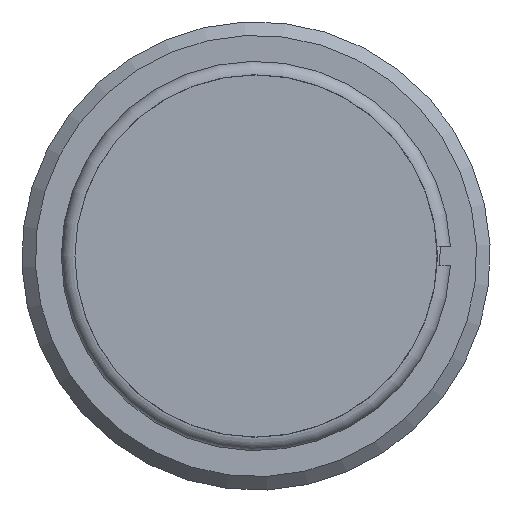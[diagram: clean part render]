
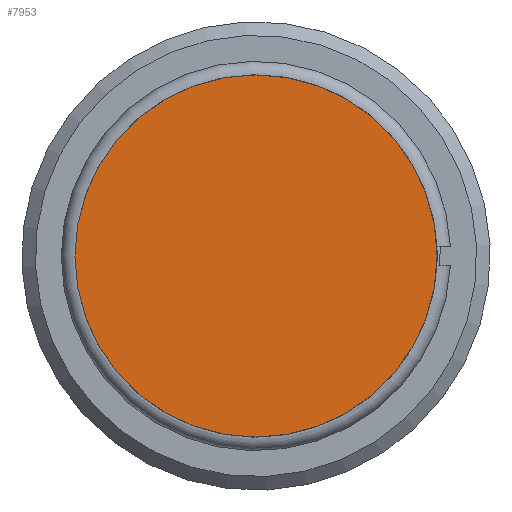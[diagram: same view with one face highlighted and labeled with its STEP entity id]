
A CAD part, left-side view. The second image highlights one B-rep face of the part: STEP entity #7953.
In plain terms, the highlighted planar face has unit normal (-1, 0, 0).
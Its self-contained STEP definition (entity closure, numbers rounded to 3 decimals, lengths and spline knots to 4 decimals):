
#1110=PLANE('',#8470);
#1409=CIRCLE('',#8469,4.);
#2053=FACE_OUTER_BOUND('',#2555,.T.);
#2555=EDGE_LOOP('',(#5626));
#3656=VERTEX_POINT('',#10440);
#4444=EDGE_CURVE('',#3656,#3656,#1409,.T.);
#5626=ORIENTED_EDGE('',*,*,#4444,.F.);
#7953=ADVANCED_FACE('',(#2053),#1110,.T.);
#8469=AXIS2_PLACEMENT_3D('',#10441,#8988,#8989);
#8470=AXIS2_PLACEMENT_3D('',#10442,#8990,#8991);
#8988=DIRECTION('center_axis',(1.,0.,0.));
#8989=DIRECTION('ref_axis',(0.,1.,0.));
#8990=DIRECTION('center_axis',(-1.,0.,0.));
#8991=DIRECTION('ref_axis',(0.,0.,1.));
#10440=CARTESIAN_POINT('',(0.,4.,0.));
#10441=CARTESIAN_POINT('Origin',(0.,0.,0.));
#10442=CARTESIAN_POINT('Origin',(0.,3.525,0.));
